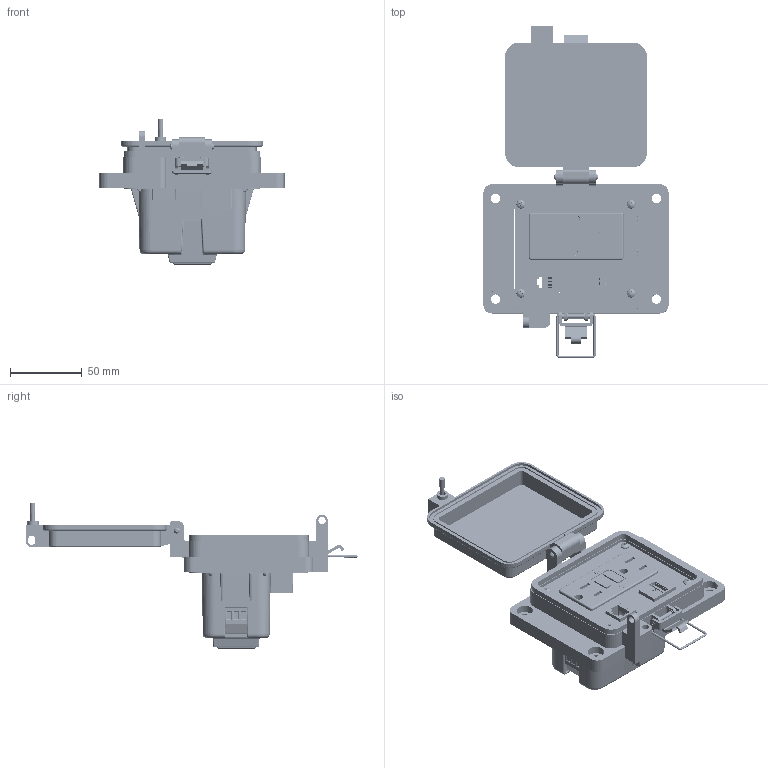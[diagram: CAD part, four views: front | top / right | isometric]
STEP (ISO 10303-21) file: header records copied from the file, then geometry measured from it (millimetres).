
FILE_DESCRIPTION (( 'STEP AP203' ), '1' );
FILE_NAME ('P-Q50R2-K3RF0_3D.STEP', '2021-12-09T15:48:35', ( '' ), ( '' ), 'SwSTEP 2.0', 'SolidWorks 2019', '' );
FILE_SCHEMA (( 'CONFIG_CONTROL_DESIGN' ));
Length unit declared in the file: millimetre
Products named in the file (17): Z-H-K3_B; Z-200-OTLT-GFIH-15A_sheared; RF; 90272A106_ZINC-PLTD STL PAN HEAD PHILLIPS MACHINE SCREW_90272A106; 90480A005_LOW-STRENGTH STEEL HEX NUT_90480A005; Z-300-USB-AB-FF; Z-300-RJ45CAT5; 4-40 half inch flathead _90273A110; Z-200-OTLT-RIOF-15A; Z-120-RIOF-SHELL; Q51; P-Q50R2-K3RF0_3D; P-Q50R2-K3RF0_BP; P-Q50R2-K3RF0_FP; R2; P-Q50R2-K3RF0_TP; 92005A124_METRIC PAN HEAD PHILLIPS MACHINE SCREW_92005A124
Assembly tree (22 placements, depth 4):
  P-Q50R2-K3RF0_3D
    P-Q50R2-K3RF0_BP
    P-Q50R2-K3RF0_TP
    90272A106_ZINC-PLTD STL PAN HEAD PHILLIPS MACHINE SCREW_90272A106  x2
    Q51
      Z-300-USB-AB-FF
    4-40 half inch flathead _90273A110  x2
    90480A005_LOW-STRENGTH STEEL HEX NUT_90480A005  x2
    P-Q50R2-K3RF0_FP
    R2
      Z-300-RJ45CAT5
    RF
      Z-200-OTLT-RIOF-15A
        Z-120-RIOF-SHELL
        Z-200-OTLT-GFIH-15A_sheared
    Z-H-K3_B
    92005A124_METRIC PAN HEAD PHILLIPS MACHINE SCREW_92005A124  x4
Bounding box: 129 x 231.18 x 101.5 mm (x, y, z)
Volume: 303148.6 mm3; surface area: 185170 mm2
Topology: 42 solids, 48 shells, 6314 faces, 16590 edges, 10556 vertices
Faces by surface type: plane 2518, cylinder 2190, bspline 1243, cone 204, torus 97, sphere 62
Entity records: 233162 total; most frequent: CARTESIAN_POINT 108274, ORIENTED_EDGE 28606, DIRECTION 20911, EDGE_CURVE 14303, VERTEX_POINT 9055, LINE 8279, VECTOR 8279, AXIS2_PLACEMENT_3D 6316
